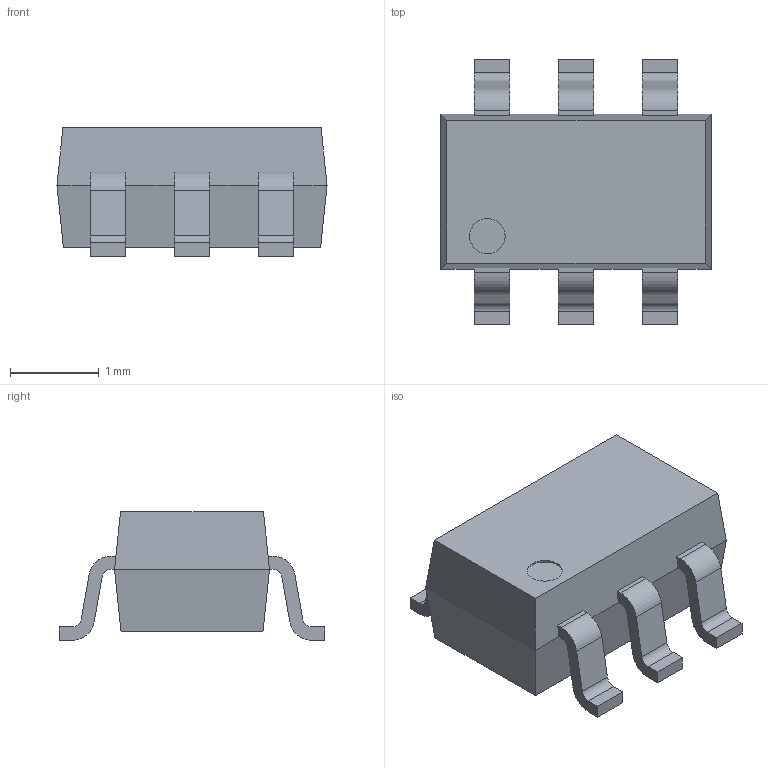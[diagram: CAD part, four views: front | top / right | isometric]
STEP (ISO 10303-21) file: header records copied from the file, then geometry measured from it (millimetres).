
FILE_DESCRIPTION((''),'2;1');
FILE_NAME('SOT-23-6.stp','2013-03-11T10:46:32',('yvshub'),(''),'Autodesk Inventor 2011','Autodesk Inventor 2011','');
FILE_SCHEMA(('AUTOMOTIVE_DESIGN { 1 0 10303 214 1 1 1 1 }'));
Length unit declared in the file: millimetre
Products named in the file (1): SOT-23-6
Bounding box: 3.05 x 3 x 1.45 mm (x, y, z)
Volume: 7.2 mm3; surface area: 30 mm2
Topology: 1 solids, 1 shells, 90 faces, 245 edges, 158 vertices
Faces by surface type: plane 65, cylinder 25
Full cylindrical faces by diameter (mm): 0.4 x1
Entity records: 2940 total; most frequent: CARTESIAN_POINT 493, ORIENTED_EDGE 488, DIRECTION 476, EDGE_CURVE 244, VECTOR 194, LINE 194, VERTEX_POINT 158, AXIS2_PLACEMENT_3D 141
